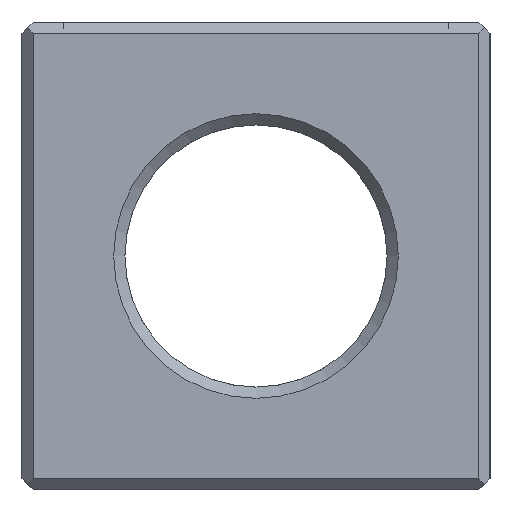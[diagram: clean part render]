
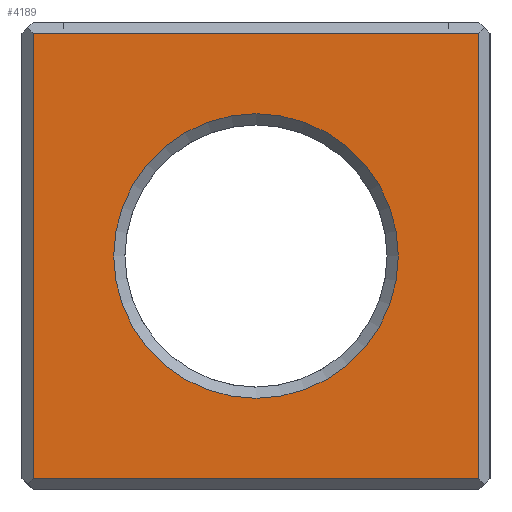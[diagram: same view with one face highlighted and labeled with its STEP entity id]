
A CAD part, left-side view. The second image highlights one B-rep face of the part: STEP entity #4189.
In plain terms, the highlighted planar face has unit normal (-1, 0, 0).
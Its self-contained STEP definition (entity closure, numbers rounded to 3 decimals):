
#72 = PLANE('',#73);
#73 = AXIS2_PLACEMENT_3D('',#74,#75,#76);
#74 = CARTESIAN_POINT('',(0.,0.,0.3));
#75 = DIRECTION('',(-0.707,0.,-0.707)
  );
#76 = DIRECTION('',(0.707,0.,-0.707));
#887 = PLANE('',#888);
#888 = AXIS2_PLACEMENT_3D('',#889,#890,#891);
#889 = CARTESIAN_POINT('',(0.3,12.5,0.));
#890 = DIRECTION('',(0.707,-0.707,0.));
#891 = DIRECTION('',(-0.707,-0.707,0.));
#1118 = PLANE('',#1119);
#1119 = AXIS2_PLACEMENT_3D('',#1120,#1121,#1122);
#1120 = CARTESIAN_POINT('',(0.3,0.,0.));
#1121 = DIRECTION('',(-0.707,-0.707,0.));
#1122 = DIRECTION('',(-0.707,0.707,0.));
#1186 = VERTEX_POINT('',#1187);
#1187 = CARTESIAN_POINT('',(0.,0.3,0.3));
#1208 = EDGE_CURVE('',#1186,#1209,#1211,.T.);
#1209 = VERTEX_POINT('',#1210);
#1210 = CARTESIAN_POINT('',(0.,12.2,0.3));
#1211 = SURFACE_CURVE('',#1212,(#1216,#1223),.PCURVE_S1.);
#1212 = LINE('',#1213,#1214);
#1213 = CARTESIAN_POINT('',(0.,0.,0.3));
#1214 = VECTOR('',#1215,1.);
#1215 = DIRECTION('',(0.,1.,0.));
#1216 = PCURVE('',#72,#1217);
#1217 = DEFINITIONAL_REPRESENTATION('',(#1218),#1222);
#1218 = LINE('',#1219,#1220);
#1219 = CARTESIAN_POINT('',(0.,0.));
#1220 = VECTOR('',#1221,1.);
#1221 = DIRECTION('',(0.,-1.));
#1222 = ( GEOMETRIC_REPRESENTATION_CONTEXT(2) 
PARAMETRIC_REPRESENTATION_CONTEXT() REPRESENTATION_CONTEXT('2D SPACE',''
  ) );
#1223 = PCURVE('',#1224,#1229);
#1224 = PLANE('',#1225);
#1225 = AXIS2_PLACEMENT_3D('',#1226,#1227,#1228);
#1226 = CARTESIAN_POINT('',(0.,12.5,0.));
#1227 = DIRECTION('',(1.,0.,0.));
#1228 = DIRECTION('',(0.,-1.,0.));
#1229 = DEFINITIONAL_REPRESENTATION('',(#1230),#1234);
#1230 = LINE('',#1231,#1232);
#1231 = CARTESIAN_POINT('',(12.5,-0.3));
#1232 = VECTOR('',#1233,1.);
#1233 = DIRECTION('',(-1.,0.));
#1234 = ( GEOMETRIC_REPRESENTATION_CONTEXT(2) 
PARAMETRIC_REPRESENTATION_CONTEXT() REPRESENTATION_CONTEXT('2D SPACE',''
  ) );
#3161 = VERTEX_POINT('',#3162);
#3162 = CARTESIAN_POINT('',(0.,12.2,12.2));
#3176 = PLANE('',#3177);
#3177 = AXIS2_PLACEMENT_3D('',#3178,#3179,#3180);
#3178 = CARTESIAN_POINT('',(0.3,0.,12.5));
#3179 = DIRECTION('',(-0.707,0.,0.707
    ));
#3180 = DIRECTION('',(-0.707,0.,-0.707
    ));
#3188 = EDGE_CURVE('',#1209,#3161,#3189,.T.);
#3189 = SURFACE_CURVE('',#3190,(#3194,#3201),.PCURVE_S1.);
#3190 = LINE('',#3191,#3192);
#3191 = CARTESIAN_POINT('',(0.,12.2,0.));
#3192 = VECTOR('',#3193,1.);
#3193 = DIRECTION('',(0.,0.,1.));
#3194 = PCURVE('',#887,#3195);
#3195 = DEFINITIONAL_REPRESENTATION('',(#3196),#3200);
#3196 = LINE('',#3197,#3198);
#3197 = CARTESIAN_POINT('',(0.424,0.));
#3198 = VECTOR('',#3199,1.);
#3199 = DIRECTION('',(0.,-1.));
#3200 = ( GEOMETRIC_REPRESENTATION_CONTEXT(2) 
PARAMETRIC_REPRESENTATION_CONTEXT() REPRESENTATION_CONTEXT('2D SPACE',''
  ) );
#3201 = PCURVE('',#1224,#3202);
#3202 = DEFINITIONAL_REPRESENTATION('',(#3203),#3207);
#3203 = LINE('',#3204,#3205);
#3204 = CARTESIAN_POINT('',(0.3,0.));
#3205 = VECTOR('',#3206,1.);
#3206 = DIRECTION('',(0.,-1.));
#3207 = ( GEOMETRIC_REPRESENTATION_CONTEXT(2) 
PARAMETRIC_REPRESENTATION_CONTEXT() REPRESENTATION_CONTEXT('2D SPACE',''
  ) );
#4146 = VERTEX_POINT('',#4147);
#4147 = CARTESIAN_POINT('',(0.,0.3,12.2));
#4168 = EDGE_CURVE('',#1186,#4146,#4169,.T.);
#4169 = SURFACE_CURVE('',#4170,(#4174,#4181),.PCURVE_S1.);
#4170 = LINE('',#4171,#4172);
#4171 = CARTESIAN_POINT('',(0.,0.3,0.));
#4172 = VECTOR('',#4173,1.);
#4173 = DIRECTION('',(0.,0.,1.));
#4174 = PCURVE('',#1118,#4175);
#4175 = DEFINITIONAL_REPRESENTATION('',(#4176),#4180);
#4176 = LINE('',#4177,#4178);
#4177 = CARTESIAN_POINT('',(0.424,0.));
#4178 = VECTOR('',#4179,1.);
#4179 = DIRECTION('',(0.,-1.));
#4180 = ( GEOMETRIC_REPRESENTATION_CONTEXT(2) 
PARAMETRIC_REPRESENTATION_CONTEXT() REPRESENTATION_CONTEXT('2D SPACE',''
  ) );
#4181 = PCURVE('',#1224,#4182);
#4182 = DEFINITIONAL_REPRESENTATION('',(#4183),#4187);
#4183 = LINE('',#4184,#4185);
#4184 = CARTESIAN_POINT('',(12.2,0.));
#4185 = VECTOR('',#4186,1.);
#4186 = DIRECTION('',(0.,-1.));
#4187 = ( GEOMETRIC_REPRESENTATION_CONTEXT(2) 
PARAMETRIC_REPRESENTATION_CONTEXT() REPRESENTATION_CONTEXT('2D SPACE',''
  ) );
#4189 = ADVANCED_FACE('',(#4190,#4216),#1224,.F.);
#4190 = FACE_BOUND('',#4191,.F.);
#4191 = EDGE_LOOP('',(#4192,#4193,#4194,#4195));
#4192 = ORIENTED_EDGE('',*,*,#4168,.F.);
#4193 = ORIENTED_EDGE('',*,*,#1208,.T.);
#4194 = ORIENTED_EDGE('',*,*,#3188,.T.);
#4195 = ORIENTED_EDGE('',*,*,#4196,.F.);
#4196 = EDGE_CURVE('',#4146,#3161,#4197,.T.);
#4197 = SURFACE_CURVE('',#4198,(#4202,#4209),.PCURVE_S1.);
#4198 = LINE('',#4199,#4200);
#4199 = CARTESIAN_POINT('',(0.,0.,12.2));
#4200 = VECTOR('',#4201,1.);
#4201 = DIRECTION('',(0.,1.,0.));
#4202 = PCURVE('',#1224,#4203);
#4203 = DEFINITIONAL_REPRESENTATION('',(#4204),#4208);
#4204 = LINE('',#4205,#4206);
#4205 = CARTESIAN_POINT('',(12.5,-12.2));
#4206 = VECTOR('',#4207,1.);
#4207 = DIRECTION('',(-1.,0.));
#4208 = ( GEOMETRIC_REPRESENTATION_CONTEXT(2) 
PARAMETRIC_REPRESENTATION_CONTEXT() REPRESENTATION_CONTEXT('2D SPACE',''
  ) );
#4209 = PCURVE('',#3176,#4210);
#4210 = DEFINITIONAL_REPRESENTATION('',(#4211),#4215);
#4211 = LINE('',#4212,#4213);
#4212 = CARTESIAN_POINT('',(0.424,0.));
#4213 = VECTOR('',#4214,1.);
#4214 = DIRECTION('',(0.,-1.));
#4215 = ( GEOMETRIC_REPRESENTATION_CONTEXT(2) 
PARAMETRIC_REPRESENTATION_CONTEXT() REPRESENTATION_CONTEXT('2D SPACE',''
  ) );
#4216 = FACE_BOUND('',#4217,.F.);
#4217 = EDGE_LOOP('',(#4218));
#4218 = ORIENTED_EDGE('',*,*,#4219,.T.);
#4219 = EDGE_CURVE('',#4220,#4220,#4222,.T.);
#4220 = VERTEX_POINT('',#4221);
#4221 = CARTESIAN_POINT('',(0.,2.45,6.25));
#4222 = SURFACE_CURVE('',#4223,(#4228,#4239),.PCURVE_S1.);
#4223 = CIRCLE('',#4224,3.8);
#4224 = AXIS2_PLACEMENT_3D('',#4225,#4226,#4227);
#4225 = CARTESIAN_POINT('',(0.,6.25,6.25));
#4226 = DIRECTION('',(-1.,0.,0.));
#4227 = DIRECTION('',(0.,-1.,0.));
#4228 = PCURVE('',#1224,#4229);
#4229 = DEFINITIONAL_REPRESENTATION('',(#4230),#4238);
#4230 = ( BOUNDED_CURVE() B_SPLINE_CURVE(2,(#4231,#4232,#4233,#4234,
#4235,#4236,#4237),.UNSPECIFIED.,.T.,.F.) B_SPLINE_CURVE_WITH_KNOTS((1,2
    ,2,2,2,1),(-2.094,0.,2.094,4.189,
6.283,8.378),.UNSPECIFIED.) CURVE() 
GEOMETRIC_REPRESENTATION_ITEM() RATIONAL_B_SPLINE_CURVE((1.,0.5,1.,0.5,
1.,0.5,1.)) REPRESENTATION_ITEM('') );
#4231 = CARTESIAN_POINT('',(10.05,-6.25));
#4232 = CARTESIAN_POINT('',(10.05,-12.832));
#4233 = CARTESIAN_POINT('',(4.35,-9.541));
#4234 = CARTESIAN_POINT('',(-1.35,-6.25));
#4235 = CARTESIAN_POINT('',(4.35,-2.959));
#4236 = CARTESIAN_POINT('',(10.05,0.332));
#4237 = CARTESIAN_POINT('',(10.05,-6.25));
#4238 = ( GEOMETRIC_REPRESENTATION_CONTEXT(2) 
PARAMETRIC_REPRESENTATION_CONTEXT() REPRESENTATION_CONTEXT('2D SPACE',''
  ) );
#4239 = PCURVE('',#4240,#4245);
#4240 = CONICAL_SURFACE('',#4241,3.5,0.785);
#4241 = AXIS2_PLACEMENT_3D('',#4242,#4243,#4244);
#4242 = CARTESIAN_POINT('',(0.3,6.25,6.25));
#4243 = DIRECTION('',(-1.,-0.,-0.));
#4244 = DIRECTION('',(0.,-1.,0.));
#4245 = DEFINITIONAL_REPRESENTATION('',(#4246),#4250);
#4246 = LINE('',#4247,#4248);
#4247 = CARTESIAN_POINT('',(0.,0.3));
#4248 = VECTOR('',#4249,1.);
#4249 = DIRECTION('',(1.,0.));
#4250 = ( GEOMETRIC_REPRESENTATION_CONTEXT(2) 
PARAMETRIC_REPRESENTATION_CONTEXT() REPRESENTATION_CONTEXT('2D SPACE',''
  ) );
